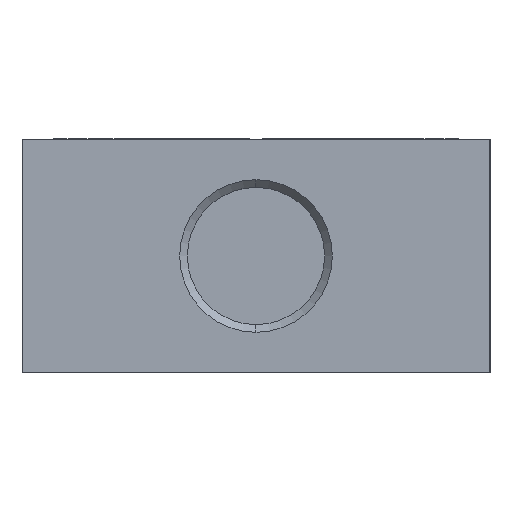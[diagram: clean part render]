
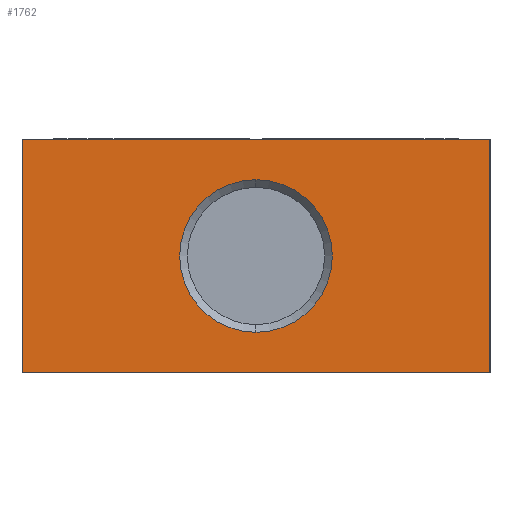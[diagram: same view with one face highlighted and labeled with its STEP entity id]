
A CAD part, left-side view. The second image highlights one B-rep face of the part: STEP entity #1762.
In plain terms, the highlighted planar face has unit normal (-1, 0, 0).
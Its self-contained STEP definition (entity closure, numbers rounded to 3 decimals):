
#95 = ORIENTED_EDGE ( 'NONE', *, *, #1533, .F. ) ;
#100 = LINE ( 'NONE', #1714, #1268 ) ;
#119 = FACE_OUTER_BOUND ( 'NONE', #1259, .T. ) ;
#180 = EDGE_LOOP ( 'NONE', ( #95, #958 ) ) ;
#187 = VECTOR ( 'NONE', #1157, 1000. ) ;
#202 = CARTESIAN_POINT ( 'NONE',  ( 0., 30., 0. ) ) ;
#263 = DIRECTION ( 'NONE',  ( -1., 0., 0. ) ) ;
#301 = PLANE ( 'NONE',  #1353 ) ;
#328 = DIRECTION ( 'NONE',  ( 1., 0., 0. ) ) ;
#460 = EDGE_CURVE ( 'NONE', #1327, #1037, #1272, .T. ) ;
#509 = CARTESIAN_POINT ( 'NONE',  ( 0., 0., 15. ) ) ;
#552 = LINE ( 'NONE', #1300, #187 ) ;
#577 = CARTESIAN_POINT ( 'NONE',  ( 0., 15., 2.611 ) ) ;
#584 = ORIENTED_EDGE ( 'NONE', *, *, #1275, .F. ) ;
#590 = VERTEX_POINT ( 'NONE', #860 ) ;
#621 = LINE ( 'NONE', #896, #638 ) ;
#638 = VECTOR ( 'NONE', #1228, 1000. ) ;
#656 = CARTESIAN_POINT ( 'NONE',  ( 0., 30., 15. ) ) ;
#657 = VERTEX_POINT ( 'NONE', #202 ) ;
#700 = CARTESIAN_POINT ( 'NONE',  ( 0., 0., 15. ) ) ;
#718 = CARTESIAN_POINT ( 'NONE',  ( 0., 0., 0. ) ) ;
#761 = VERTEX_POINT ( 'NONE', #509 ) ;
#860 = CARTESIAN_POINT ( 'NONE',  ( 0., 0., 0. ) ) ;
#884 = CARTESIAN_POINT ( 'NONE',  ( 0., 15., 12.389 ) ) ;
#896 = CARTESIAN_POINT ( 'NONE',  ( 0., 30., 15. ) ) ;
#904 = FACE_BOUND ( 'NONE', #180, .T. ) ;
#958 = ORIENTED_EDGE ( 'NONE', *, *, #460, .F. ) ;
#959 = ORIENTED_EDGE ( 'NONE', *, *, #1439, .T. ) ;
#962 = CARTESIAN_POINT ( 'NONE',  ( 0., 15., 7.5 ) ) ;
#967 = DIRECTION ( 'NONE',  ( 0., 0., 1. ) ) ;
#1001 = ORIENTED_EDGE ( 'NONE', *, *, #1056, .F. ) ;
#1005 = DIRECTION ( 'NONE',  ( 0., 0., -1. ) ) ;
#1010 = EDGE_CURVE ( 'NONE', #657, #590, #1736, .T. ) ;
#1037 = VERTEX_POINT ( 'NONE', #884 ) ;
#1056 = EDGE_CURVE ( 'NONE', #761, #590, #552, .T. ) ;
#1157 = DIRECTION ( 'NONE',  ( 0., 0., -1. ) ) ;
#1228 = DIRECTION ( 'NONE',  ( 0., 0., -1. ) ) ;
#1233 = ORIENTED_EDGE ( 'NONE', *, *, #1010, .T. ) ;
#1247 = AXIS2_PLACEMENT_3D ( 'NONE', #962, #263, #967 ) ;
#1259 = EDGE_LOOP ( 'NONE', ( #1233, #1001, #584, #959 ) ) ;
#1268 = VECTOR ( 'NONE', #1279, 1000. ) ;
#1272 = CIRCLE ( 'NONE', #1752, 4.889 ) ;
#1275 = EDGE_CURVE ( 'NONE', #1455, #761, #100, .T. ) ;
#1279 = DIRECTION ( 'NONE',  ( 0., -1., 0. ) ) ;
#1287 = CARTESIAN_POINT ( 'NONE',  ( 0., 15., 7.5 ) ) ;
#1300 = CARTESIAN_POINT ( 'NONE',  ( 0., 0., 15. ) ) ;
#1315 = DIRECTION ( 'NONE',  ( 0., -1., 0. ) ) ;
#1327 = VERTEX_POINT ( 'NONE', #577 ) ;
#1353 = AXIS2_PLACEMENT_3D ( 'NONE', #700, #328, #1005 ) ;
#1366 = VECTOR ( 'NONE', #1315, 1000. ) ;
#1403 = DIRECTION ( 'NONE',  ( 0., 0., 1. ) ) ;
#1439 = EDGE_CURVE ( 'NONE', #1455, #657, #621, .T. ) ;
#1450 = CIRCLE ( 'NONE', #1247, 4.889 ) ;
#1455 = VERTEX_POINT ( 'NONE', #656 ) ;
#1533 = EDGE_CURVE ( 'NONE', #1037, #1327, #1450, .T. ) ;
#1698 = DIRECTION ( 'NONE',  ( -1., 0., 0. ) ) ;
#1714 = CARTESIAN_POINT ( 'NONE',  ( 0., 0., 15. ) ) ;
#1736 = LINE ( 'NONE', #718, #1366 ) ;
#1752 = AXIS2_PLACEMENT_3D ( 'NONE', #1287, #1698, #1403 ) ;
#1762 = ADVANCED_FACE ( 'NONE', ( #904, #119 ), #301, .F. ) ;
